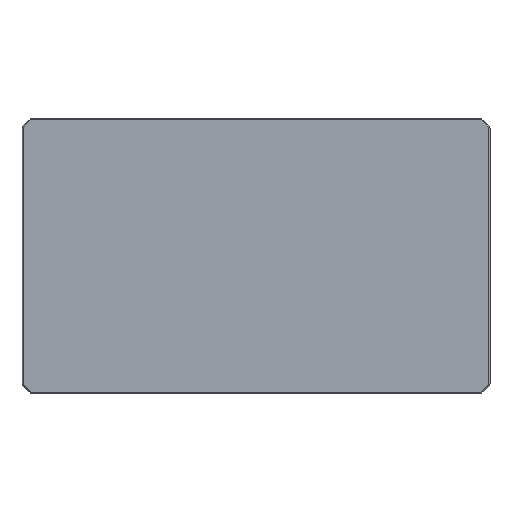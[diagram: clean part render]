
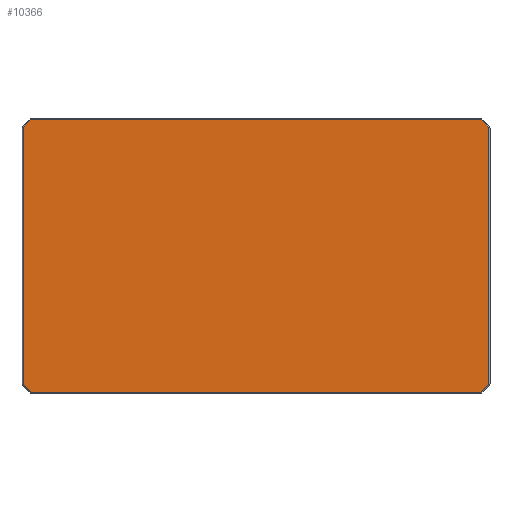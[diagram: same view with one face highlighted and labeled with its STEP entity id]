
A CAD part, top view. The second image highlights one B-rep face of the part: STEP entity #10366.
In plain terms, the highlighted planar face has unit normal (0, 0, 1).
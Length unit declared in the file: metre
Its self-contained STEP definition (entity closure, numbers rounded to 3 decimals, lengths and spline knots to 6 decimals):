
#479=CIRCLE('',#11195,0.0006);
#480=CIRCLE('',#11196,0.0006);
#481=CIRCLE('',#11197,0.0006);
#482=CIRCLE('',#11198,0.0006);
#483=CIRCLE('',#11199,0.0006);
#484=CIRCLE('',#11200,0.0006);
#485=CIRCLE('',#11201,0.0006);
#486=CIRCLE('',#11202,0.0006);
#2837=ORIENTED_EDGE('',*,*,#4666,.T.);
#2838=ORIENTED_EDGE('',*,*,#4667,.T.);
#2839=ORIENTED_EDGE('',*,*,#4668,.T.);
#2840=ORIENTED_EDGE('',*,*,#4669,.T.);
#2841=ORIENTED_EDGE('',*,*,#4670,.T.);
#2842=ORIENTED_EDGE('',*,*,#4671,.T.);
#2843=ORIENTED_EDGE('',*,*,#4672,.T.);
#2844=ORIENTED_EDGE('',*,*,#4673,.T.);
#2845=ORIENTED_EDGE('',*,*,#4674,.T.);
#2846=ORIENTED_EDGE('',*,*,#4675,.T.);
#2847=ORIENTED_EDGE('',*,*,#4676,.T.);
#2848=ORIENTED_EDGE('',*,*,#4677,.T.);
#2849=ORIENTED_EDGE('',*,*,#4678,.T.);
#2850=ORIENTED_EDGE('',*,*,#4679,.T.);
#2851=ORIENTED_EDGE('',*,*,#4680,.T.);
#2852=ORIENTED_EDGE('',*,*,#4681,.T.);
#4666=EDGE_CURVE('',#5710,#5711,#479,.T.);
#4667=EDGE_CURVE('',#5711,#5712,#6817,.T.);
#4668=EDGE_CURVE('',#5712,#5713,#480,.T.);
#4669=EDGE_CURVE('',#5713,#5714,#6818,.T.);
#4670=EDGE_CURVE('',#5714,#5715,#481,.T.);
#4671=EDGE_CURVE('',#5715,#5716,#6819,.T.);
#4672=EDGE_CURVE('',#5716,#5717,#482,.T.);
#4673=EDGE_CURVE('',#5717,#5718,#6820,.T.);
#4674=EDGE_CURVE('',#5718,#5719,#483,.T.);
#4675=EDGE_CURVE('',#5719,#5720,#6821,.T.);
#4676=EDGE_CURVE('',#5720,#5721,#484,.T.);
#4677=EDGE_CURVE('',#5721,#5722,#6822,.T.);
#4678=EDGE_CURVE('',#5722,#5723,#485,.T.);
#4679=EDGE_CURVE('',#5723,#5724,#6823,.T.);
#4680=EDGE_CURVE('',#5724,#5725,#486,.T.);
#4681=EDGE_CURVE('',#5725,#5710,#6824,.T.);
#5710=VERTEX_POINT('',#16757);
#5711=VERTEX_POINT('',#16758);
#5712=VERTEX_POINT('',#16760);
#5713=VERTEX_POINT('',#16762);
#5714=VERTEX_POINT('',#16764);
#5715=VERTEX_POINT('',#16766);
#5716=VERTEX_POINT('',#16768);
#5717=VERTEX_POINT('',#16770);
#5718=VERTEX_POINT('',#16772);
#5719=VERTEX_POINT('',#16774);
#5720=VERTEX_POINT('',#16776);
#5721=VERTEX_POINT('',#16778);
#5722=VERTEX_POINT('',#16780);
#5723=VERTEX_POINT('',#16782);
#5724=VERTEX_POINT('',#16784);
#5725=VERTEX_POINT('',#16786);
#6817=LINE('',#16759,#7908);
#6818=LINE('',#16763,#7909);
#6819=LINE('',#16767,#7910);
#6820=LINE('',#16771,#7911);
#6821=LINE('',#16775,#7912);
#6822=LINE('',#16779,#7913);
#6823=LINE('',#16783,#7914);
#6824=LINE('',#16787,#7915);
#7908=VECTOR('',#13633,1.);
#7909=VECTOR('',#13636,1.);
#7910=VECTOR('',#13639,1.);
#7911=VECTOR('',#13642,1.);
#7912=VECTOR('',#13645,1.);
#7913=VECTOR('',#13648,1.);
#7914=VECTOR('',#13651,1.);
#7915=VECTOR('',#13654,1.);
#8619=EDGE_LOOP('',(#2837,#2838,#2839,#2840,#2841,#2842,#2843,#2844,#2845,
#2846,#2847,#2848,#2849,#2850,#2851,#2852));
#9322=FACE_BOUND('',#8619,.T.);
#9855=PLANE('',#11194);
#10366=ADVANCED_FACE('',(#9322),#9855,.T.);
#11194=AXIS2_PLACEMENT_3D('',#16755,#13629,#13630);
#11195=AXIS2_PLACEMENT_3D('',#16756,#13631,#13632);
#11196=AXIS2_PLACEMENT_3D('',#16761,#13634,#13635);
#11197=AXIS2_PLACEMENT_3D('',#16765,#13637,#13638);
#11198=AXIS2_PLACEMENT_3D('',#16769,#13640,#13641);
#11199=AXIS2_PLACEMENT_3D('',#16773,#13643,#13644);
#11200=AXIS2_PLACEMENT_3D('',#16777,#13646,#13647);
#11201=AXIS2_PLACEMENT_3D('',#16781,#13649,#13650);
#11202=AXIS2_PLACEMENT_3D('',#16785,#13652,#13653);
#13629=DIRECTION('',(0.,0.,1.));
#13630=DIRECTION('',(1.,0.,0.));
#13631=DIRECTION('',(0.,0.,1.));
#13632=DIRECTION('',(0.,-1.,0.));
#13633=DIRECTION('',(-1.,0.,0.));
#13634=DIRECTION('',(0.,0.,1.));
#13635=DIRECTION('',(0.,-1.,0.));
#13636=DIRECTION('',(-0.707,-0.707,0.));
#13637=DIRECTION('',(0.,0.,1.));
#13638=DIRECTION('',(0.,-1.,0.));
#13639=DIRECTION('',(0.,-1.,0.));
#13640=DIRECTION('',(0.,0.,1.));
#13641=DIRECTION('',(0.,-1.,0.));
#13642=DIRECTION('',(0.707,-0.707,0.));
#13643=DIRECTION('',(0.,0.,1.));
#13644=DIRECTION('',(0.,-1.,0.));
#13645=DIRECTION('',(1.,0.,0.));
#13646=DIRECTION('',(0.,0.,1.));
#13647=DIRECTION('',(0.,-1.,0.));
#13648=DIRECTION('',(0.707,0.707,0.));
#13649=DIRECTION('',(0.,0.,1.));
#13650=DIRECTION('',(0.,-1.,0.));
#13651=DIRECTION('',(0.,1.,0.));
#13652=DIRECTION('',(0.,0.,1.));
#13653=DIRECTION('',(0.,-1.,0.));
#13654=DIRECTION('',(-0.707,0.707,0.));
#16755=CARTESIAN_POINT('',(0.,0.,0.0287));
#16756=CARTESIAN_POINT('',(0.07558,0.045494,0.0287));
#16757=CARTESIAN_POINT('',(0.076004,0.045918,0.0287));
#16758=CARTESIAN_POINT('',(0.07558,0.046094,0.0287));
#16759=CARTESIAN_POINT('',(0.,0.046094,0.0287));
#16760=CARTESIAN_POINT('',(-0.07558,0.046094,0.0287));
#16761=CARTESIAN_POINT('',(-0.07558,0.045494,0.0287));
#16762=CARTESIAN_POINT('',(-0.076004,0.045918,0.0287));
#16763=CARTESIAN_POINT('',(-0.060961,0.060961,0.0287));
#16764=CARTESIAN_POINT('',(-0.078418,0.043504,0.0287));
#16765=CARTESIAN_POINT('',(-0.077994,0.04308,0.0287));
#16766=CARTESIAN_POINT('',(-0.078594,0.04308,0.0287));
#16767=CARTESIAN_POINT('',(-0.078594,-0.04308,0.0287));
#16768=CARTESIAN_POINT('',(-0.078594,-0.04308,0.0287));
#16769=CARTESIAN_POINT('',(-0.077994,-0.04308,0.0287));
#16770=CARTESIAN_POINT('',(-0.078418,-0.043504,0.0287));
#16771=CARTESIAN_POINT('',(-0.060961,-0.060961,0.0287));
#16772=CARTESIAN_POINT('',(-0.076004,-0.045918,0.0287));
#16773=CARTESIAN_POINT('',(-0.07558,-0.045494,0.0287));
#16774=CARTESIAN_POINT('',(-0.07558,-0.046094,0.0287));
#16775=CARTESIAN_POINT('',(0.07558,-0.046094,0.0287));
#16776=CARTESIAN_POINT('',(0.07558,-0.046094,0.0287));
#16777=CARTESIAN_POINT('',(0.07558,-0.045494,0.0287));
#16778=CARTESIAN_POINT('',(0.076004,-0.045918,0.0287));
#16779=CARTESIAN_POINT('',(0.060961,-0.060961,0.0287));
#16780=CARTESIAN_POINT('',(0.078418,-0.043504,0.0287));
#16781=CARTESIAN_POINT('',(0.077994,-0.04308,0.0287));
#16782=CARTESIAN_POINT('',(0.078594,-0.04308,0.0287));
#16783=CARTESIAN_POINT('',(0.078594,0.,0.0287));
#16784=CARTESIAN_POINT('',(0.078594,0.04308,0.0287));
#16785=CARTESIAN_POINT('',(0.077994,0.04308,0.0287));
#16786=CARTESIAN_POINT('',(0.078418,0.043504,0.0287));
#16787=CARTESIAN_POINT('',(0.060961,0.060961,0.0287));
